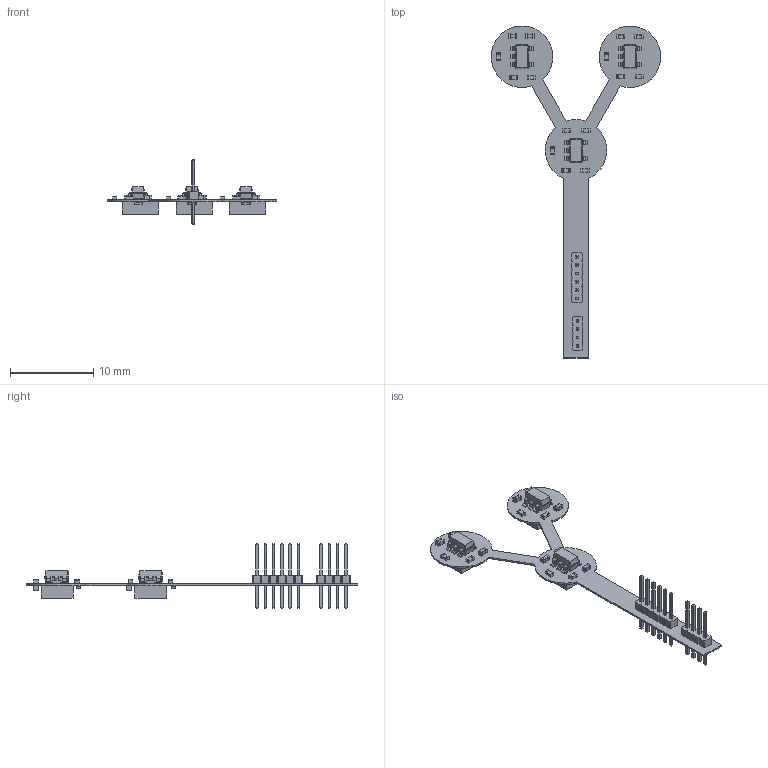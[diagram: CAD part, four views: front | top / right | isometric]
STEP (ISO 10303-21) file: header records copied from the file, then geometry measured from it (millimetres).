
FILE_DESCRIPTION(('KiCad electronic assembly'),'2;1');
FILE_NAME('hpk_5mm.step','2025-01-28T15:57:53',('Pcbnew'),('Kicad'), 'Open CASCADE STEP processor 7.6','KiCad to STEP converter','Unknown' );
FILE_SCHEMA(('AUTOMOTIVE_DESIGN { 1 0 10303 214 1 1 1 1 }'));
Length unit declared in the file: millimetre
Products named in the file (14): hpk_5mm 1; R_0402_1005Metric; C_0402_1005Metric; SOT-23-5; SOT_23_5; PinHeader_1x06_P1.00mm_Vertical; PinHeader_1x06_P100mm_Vertical; PinHeader_1x04_P1.00mm_Vertical; PinHeader_1x04_P100mm_Vertical; si13360-3050pe-cube; cube; hpk_5mm_PCB
Assembly tree (39 placements, depth 3):
  hpk_5mm 1
    R_0402_1005Metric  x12
      R_0402_1005Metric
    C_0402_1005Metric  x12
      C_0402_1005Metric
    SOT-23-5  x3
      SOT_23_5
    PinHeader_1x06_P1.00mm_Vertical
      PinHeader_1x06_P100mm_Vertical
    PinHeader_1x04_P1.00mm_Vertical
      PinHeader_1x04_P100mm_Vertical
    si13360-3050pe-cube  x3
      cube
    hpk_5mm_PCB
Bounding box: 20.4 x 39.96 x 7.8 mm (x, y, z)
Volume: 157.3 mm3; surface area: 886.3 mm2
Topology: 33 solids, 33 shells, 1269 faces, 3217 edges, 2058 vertices
Faces by surface type: plane 867, cylinder 315, bspline 87
Full cylindrical faces by diameter (mm): 0.5 x10
Entity records: 16177 total; most frequent: CARTESIAN_POINT 2393, ORIENTED_EDGE 2198, DIRECTION 2089, EDGE_CURVE 1099, LINE 957, VECTOR 957, VERTEX_POINT 690, AXIS2_PLACEMENT_3D 566
